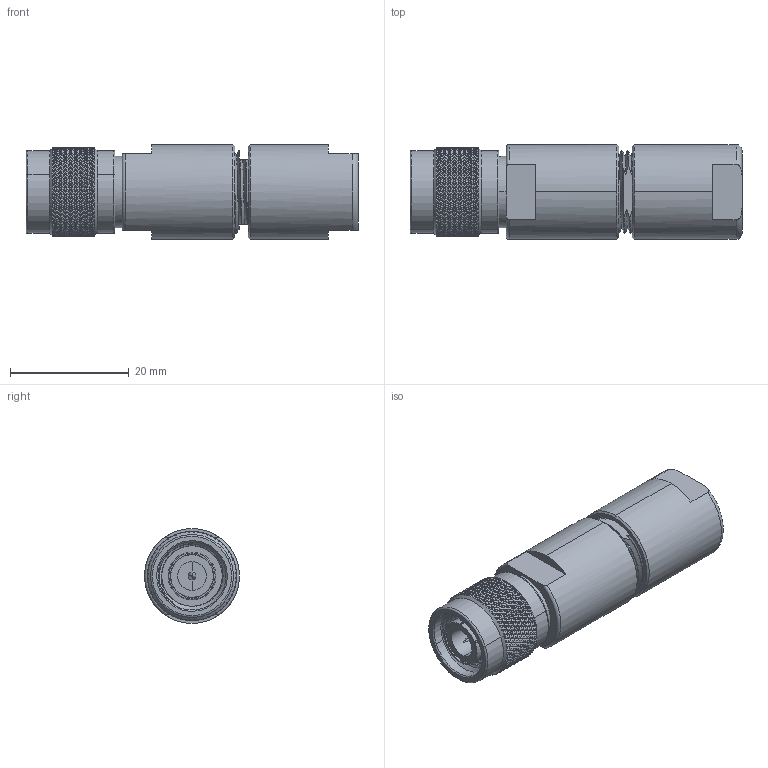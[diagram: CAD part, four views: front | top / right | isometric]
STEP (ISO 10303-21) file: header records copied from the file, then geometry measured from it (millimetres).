
FILE_DESCRIPTION (( 'STEP AP203' ), '1' );
FILE_NAME ('TNC-P-3DFW.STEP', '2025-03-12T00:12:22', ( '' ), ( '' ), 'SwSTEP 2.0', 'SolidWorks 2022', '' );
FILE_SCHEMA (( 'CONFIG_CONTROL_DESIGN' ));
Length unit declared in the file: millimetre
Products named in the file (1): TNC-P-3DFW
Bounding box: 56 x 16 x 16 mm (x, y, z)
Volume: 9337.6 mm3; surface area: 5689.2 mm2
Topology: 1 solids, 1 shells, 2994 faces, 6544 edges, 3546 vertices
Faces by surface type: bspline 2207, cylinder 672, plane 54, cone 45, torus 16
Entity records: 143052 total; most frequent: CARTESIAN_POINT 103154, ORIENTED_EDGE 13088, EDGE_CURVE 6544, VERTEX_POINT 3546, EDGE_LOOP 3006, FACE_OUTER_BOUND 2994, ADVANCED_FACE 2994, B_SPLINE_CURVE_WITH_KNOTS 2713
